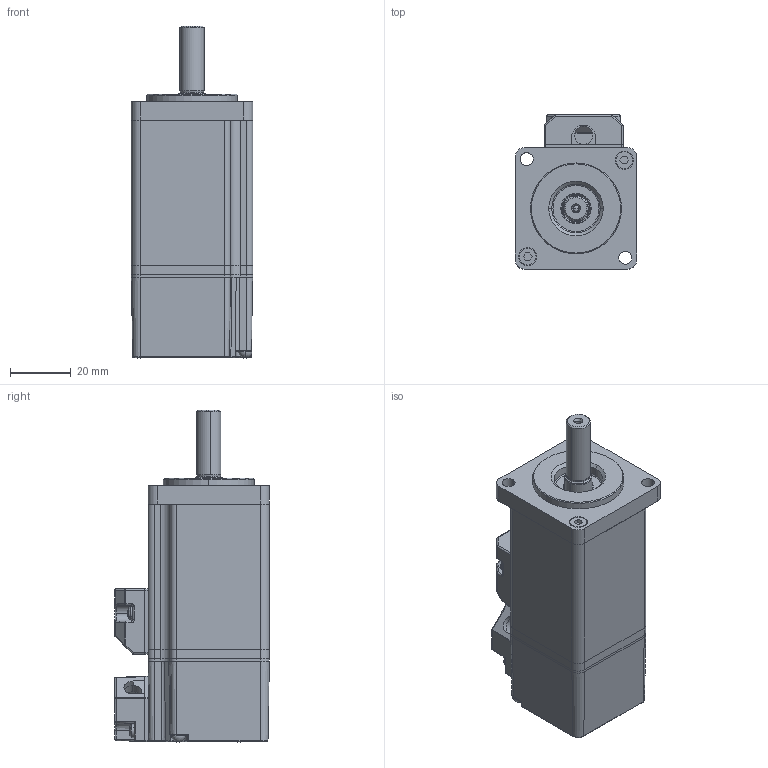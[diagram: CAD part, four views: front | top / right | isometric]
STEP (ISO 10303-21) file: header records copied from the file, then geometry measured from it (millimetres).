
FILE_DESCRIPTION (( 'STEP AP214' ), '1' );
FILE_NAME ('AC52170A1_FRE01102F001.STEP', '2020-12-01T09:26:45', ( '' ), ( '' ), 'SwSTEP 2.0', 'SolidWorks 2015', '' );
FILE_SCHEMA (( 'AUTOMOTIVE_DESIGN' ));
Length unit declared in the file: millimetre
Products named in the file (1): AC52170A1_FRE01102F001
Bounding box: 40 x 51 x 109.45 mm (x, y, z)
Surface area: 24842.3 mm2 (no closed solid volume)
Topology: 0 solids, 23 shells, 506 faces, 1564 edges, 1057 vertices
Faces by surface type: plane 202, cylinder 175, cone 42, sphere 36, torus 29, bspline 22
Entity records: 24446 total; most frequent: CARTESIAN_POINT 5034, DIRECTION 3017, ORIENTED_EDGE 2631, EDGE_CURVE 1535, AXIS2_PLACEMENT_3D 1124, VERTEX_POINT 1053, VECTOR 769, LINE 769
